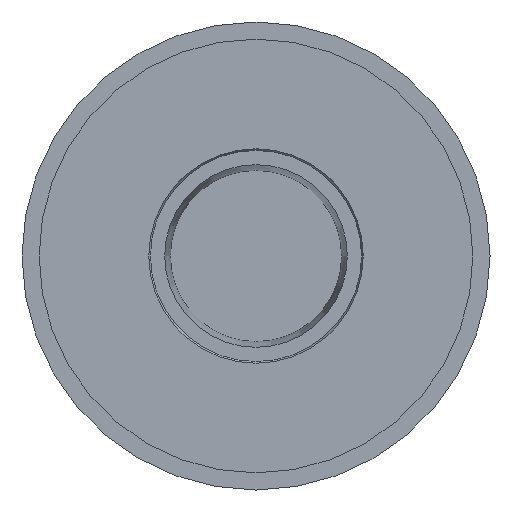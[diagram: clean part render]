
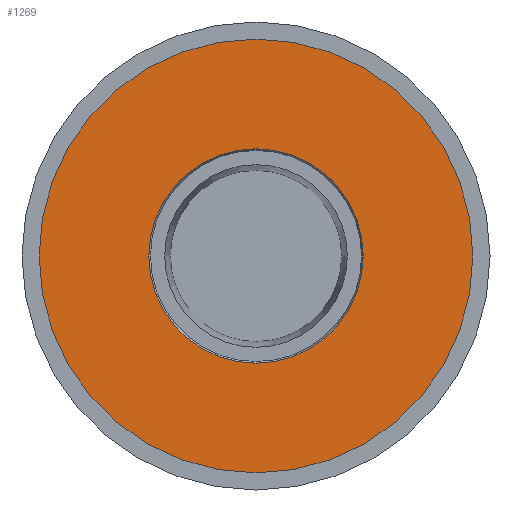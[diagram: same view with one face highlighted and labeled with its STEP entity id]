
A CAD part, left-side view. The second image highlights one B-rep face of the part: STEP entity #1269.
In plain terms, the highlighted planar face has unit normal (-1, 0, 0).
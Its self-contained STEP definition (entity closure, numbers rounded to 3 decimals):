
#1067=CARTESIAN_POINT('',(-14.25,18.789,0.0));
#1068=VERTEX_POINT('',#1067);
#1069=CARTESIAN_POINT('',(-14.25,0.0,0.0));
#1070=DIRECTION('',(1.0,0.0,0.0));
#1071=DIRECTION('',(0.0,1.0,0.0));
#1072=AXIS2_PLACEMENT_3D('',#1069,#1070,#1071);
#1073=CIRCLE('',#1072,18.789);
#1074=EDGE_CURVE('',#1068,#1068,#1073,.T.);
#1246=CARTESIAN_POINT('',(-14.25,38.,0.0));
#1247=VERTEX_POINT('',#1246);
#1248=CARTESIAN_POINT('',(-14.25,0.0,0.0));
#1249=DIRECTION('',(1.0,0.0,0.0));
#1250=DIRECTION('',(0.0,1.0,0.0));
#1251=AXIS2_PLACEMENT_3D('',#1248,#1249,#1250);
#1252=CIRCLE('',#1251,38.);
#1253=EDGE_CURVE('',#1247,#1247,#1252,.T.);
#1258=CARTESIAN_POINT('',(-14.25,28.394,0.0));
#1259=DIRECTION('',(-1.0,0.0,0.0));
#1260=DIRECTION('',(0.0,0.0,1.0));
#1261=AXIS2_PLACEMENT_3D('',#1258,#1259,#1260);
#1262=PLANE('',#1261);
#1263=ORIENTED_EDGE('',*,*,#1253,.F.);
#1264=EDGE_LOOP('',(#1263));
#1265=FACE_OUTER_BOUND('',#1264,.T.);
#1266=ORIENTED_EDGE('',*,*,#1074,.T.);
#1267=EDGE_LOOP('',(#1266));
#1268=FACE_BOUND('',#1267,.T.);
#1269=ADVANCED_FACE('',(#1265,#1268),#1262,.T.);
